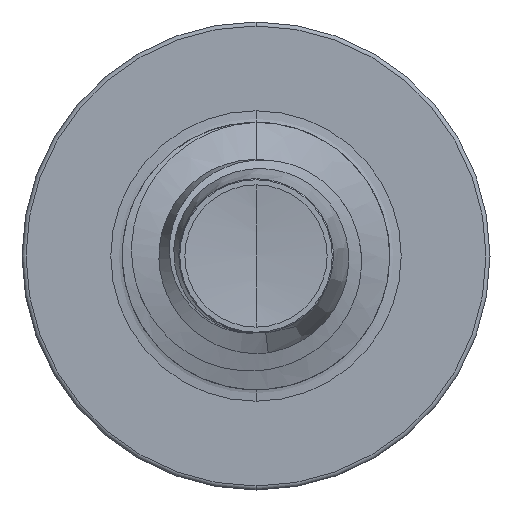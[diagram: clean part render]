
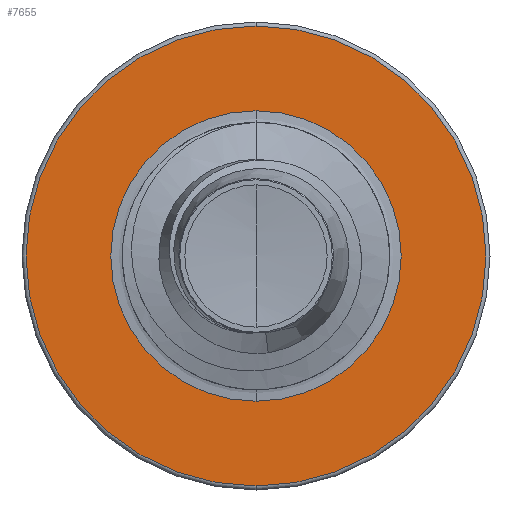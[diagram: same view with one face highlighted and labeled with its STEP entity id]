
A CAD part, front view. The second image highlights one B-rep face of the part: STEP entity #7655.
In plain terms, the highlighted planar face has unit normal (0, -1, 0).
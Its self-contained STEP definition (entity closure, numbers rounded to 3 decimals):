
#442 = EDGE_LOOP ( 'NONE', ( #9459, #8801 ) ) ;
#444 = AXIS2_PLACEMENT_3D ( 'NONE', #9394, #9382, #9372 ) ;
#820 = CIRCLE ( 'NONE', #1521, 1.086 ) ;
#1377 = VERTEX_POINT ( 'NONE', #3794 ) ;
#1521 = AXIS2_PLACEMENT_3D ( 'NONE', #7884, #7874, #7833 ) ;
#2895 = DIRECTION ( 'NONE',  ( 0., 0., 1. ) ) ;
#2936 = PLANE ( 'NONE',  #3619 ) ;
#3004 = ORIENTED_EDGE ( 'NONE', *, *, #3022, .F. ) ;
#3022 = EDGE_CURVE ( 'NONE', #11441, #1377, #11612, .T. ) ;
#3131 = CARTESIAN_POINT ( 'NONE',  ( 0., 3., -1.086 ) ) ;
#3188 = DIRECTION ( 'NONE',  ( 0., 1., 0. ) ) ;
#3452 = FACE_OUTER_BOUND ( 'NONE', #6401, .T. ) ;
#3619 = AXIS2_PLACEMENT_3D ( 'NONE', #3131, #3188, #2895 ) ;
#3794 = CARTESIAN_POINT ( 'NONE',  ( 0., 3., 1.72 ) ) ;
#4116 = CIRCLE ( 'NONE', #444, 1.086 ) ;
#4278 = DIRECTION ( 'NONE',  ( 0., 1., 0. ) ) ;
#4313 = CARTESIAN_POINT ( 'NONE',  ( 0., 3., 0. ) ) ;
#4505 = DIRECTION ( 'NONE',  ( 0., 0., 1. ) ) ;
#5012 = EDGE_CURVE ( 'NONE', #1377, #11441, #11778, .T. ) ;
#5037 = VERTEX_POINT ( 'NONE', #6016 ) ;
#5123 = CARTESIAN_POINT ( 'NONE',  ( 0., 3., 1.086 ) ) ;
#6016 = CARTESIAN_POINT ( 'NONE',  ( 0., 3., -1.086 ) ) ;
#6210 = DIRECTION ( 'NONE',  ( 0., 1., 0. ) ) ;
#6220 = CARTESIAN_POINT ( 'NONE',  ( 0., 3., 0. ) ) ;
#6285 = DIRECTION ( 'NONE',  ( 0., 0., 1. ) ) ;
#6401 = EDGE_LOOP ( 'NONE', ( #10081, #3004 ) ) ;
#6657 = AXIS2_PLACEMENT_3D ( 'NONE', #6220, #6210, #6285 ) ;
#7543 = CARTESIAN_POINT ( 'NONE',  ( 0., 3., -1.72 ) ) ;
#7655 = ADVANCED_FACE ( 'NONE', ( #3452, #10318 ), #2936, .F. ) ;
#7833 = DIRECTION ( 'NONE',  ( 0., 0., 1. ) ) ;
#7874 = DIRECTION ( 'NONE',  ( 0., 1., 0. ) ) ;
#7884 = CARTESIAN_POINT ( 'NONE',  ( 0., 3., 0. ) ) ;
#8080 = AXIS2_PLACEMENT_3D ( 'NONE', #4313, #4278, #4505 ) ;
#8369 = VERTEX_POINT ( 'NONE', #5123 ) ;
#8801 = ORIENTED_EDGE ( 'NONE', *, *, #11116, .T. ) ;
#9372 = DIRECTION ( 'NONE',  ( 0., 0., 1. ) ) ;
#9382 = DIRECTION ( 'NONE',  ( 0., 1., 0. ) ) ;
#9394 = CARTESIAN_POINT ( 'NONE',  ( 0., 3., 0. ) ) ;
#9459 = ORIENTED_EDGE ( 'NONE', *, *, #10082, .T. ) ;
#10081 = ORIENTED_EDGE ( 'NONE', *, *, #5012, .F. ) ;
#10082 = EDGE_CURVE ( 'NONE', #8369, #5037, #820, .T. ) ;
#10318 = FACE_BOUND ( 'NONE', #442, .T. ) ;
#11116 = EDGE_CURVE ( 'NONE', #5037, #8369, #4116, .T. ) ;
#11441 = VERTEX_POINT ( 'NONE', #7543 ) ;
#11612 = CIRCLE ( 'NONE', #8080, 1.72 ) ;
#11778 = CIRCLE ( 'NONE', #6657, 1.72 ) ;
